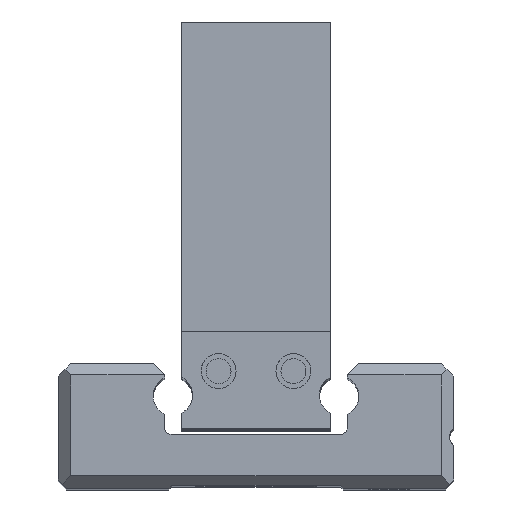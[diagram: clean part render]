
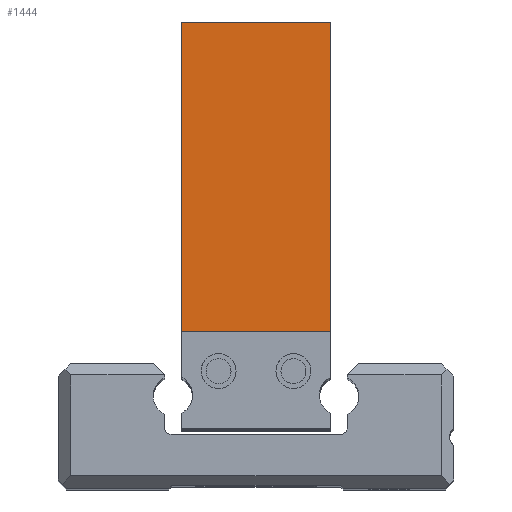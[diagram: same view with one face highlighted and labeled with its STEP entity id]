
A CAD part, top view. The second image highlights one B-rep face of the part: STEP entity #1444.
In plain terms, the highlighted free-form (B-spline) face has degree [1, 1] with [2, 2] control points.
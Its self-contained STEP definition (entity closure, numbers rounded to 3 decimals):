
#132 = CARTESIAN_POINT ('', (-14.3, -10.888, -368.5));
#133 = VERTEX_POINT ('', #132);
#134 = CARTESIAN_POINT ('', (3.7, -10.888, -368.5));
#135 = VERTEX_POINT ('', #134);
#136 = CARTESIAN_POINT ('', (-14.3, -10.888, -368.5));
#137 = CARTESIAN_POINT ('', (3.7, -10.888, -368.5));
#138 = B_SPLINE_CURVE_WITH_KNOTS ('', 1, (#136, #137), .UNSPECIFIED., .F., .U., (2, 2), (0., 1.), .UNSPECIFIED.);
#139 = EDGE_CURVE ('', #133, #135, #138, .T.);
#228 = CARTESIAN_POINT ('', (-14.3, 26.332, -368.5));
#229 = VERTEX_POINT ('', #228);
#230 = CARTESIAN_POINT ('', (-14.3, 26.332, -368.5));
#231 = CARTESIAN_POINT ('', (-14.3, -10.888, -368.5));
#232 = B_SPLINE_CURVE_WITH_KNOTS ('', 1, (#230, #231), .UNSPECIFIED., .F., .U., (2, 2), (0., 1.), .UNSPECIFIED.);
#233 = EDGE_CURVE ('', #229, #133, #232, .T.);
#507 = CARTESIAN_POINT ('', (3.7, 26.332, -368.5));
#508 = VERTEX_POINT ('', #507);
#514 = CARTESIAN_POINT ('', (3.7, 26.332, -368.5));
#515 = CARTESIAN_POINT ('', (3.7, -10.888, -368.5));
#516 = B_SPLINE_CURVE_WITH_KNOTS ('', 1, (#514, #515), .UNSPECIFIED., .F., .U., (2, 2), (0., 1.), .UNSPECIFIED.);
#517 = EDGE_CURVE ('', #508, #135, #516, .T.);
#1429 = ORIENTED_EDGE ('', *, *, #517, .F.);
#1430 = CARTESIAN_POINT ('', (-14.3, 26.332, -368.5));
#1431 = CARTESIAN_POINT ('', (3.7, 26.332, -368.5));
#1432 = B_SPLINE_CURVE_WITH_KNOTS ('', 1, (#1430, #1431), .UNSPECIFIED., .F., .U., (2, 2), (0., 1.), .UNSPECIFIED.);
#1433 = EDGE_CURVE ('', #229, #508, #1432, .T.);
#1434 = ORIENTED_EDGE ('', *, *, #1433, .F.);
#1435 = ORIENTED_EDGE ('', *, *, #233, .T.);
#1436 = ORIENTED_EDGE ('', *, *, #139, .T.);
#1437 = EDGE_LOOP ('', (#1429, #1434, #1435, #1436));
#1438 = FACE_OUTER_BOUND ('', #1437, .T.);
#1439 = CARTESIAN_POINT ('', (-14.301, -10.889, -368.5));
#1440 = CARTESIAN_POINT ('', (-14.301, 26.333, -368.5));
#1441 = CARTESIAN_POINT ('', (3.701, -10.889, -368.5));
#1442 = CARTESIAN_POINT ('', (3.701, 26.333, -368.5));
#1443 = B_SPLINE_SURFACE_WITH_KNOTS ('', 1, 1, ((#1439, #1440), (#1441, #1442)), .UNSPECIFIED., .F., .F., .U., (2, 2), (2, 2), (-18.001, 0.001), (-48.921, -11.699), .UNSPECIFIED.);
#1444 = ADVANCED_FACE ('', (#1438), #1443, .T.);
